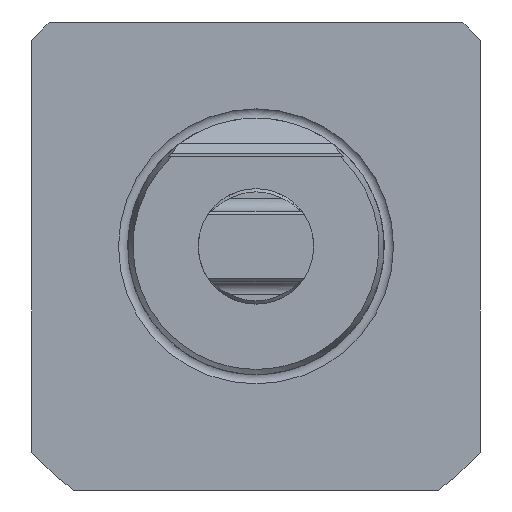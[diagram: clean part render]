
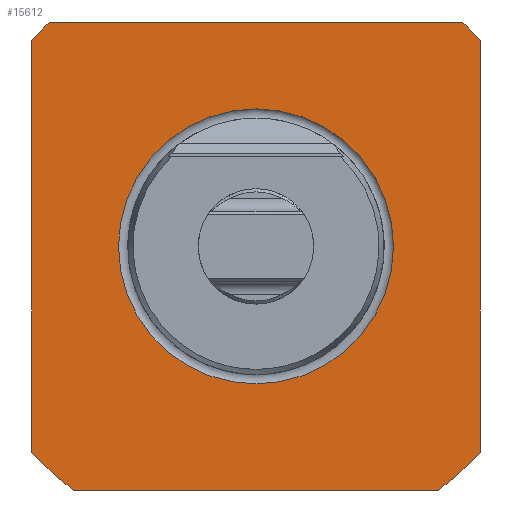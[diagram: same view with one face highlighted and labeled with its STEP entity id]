
A CAD part, front view. The second image highlights one B-rep face of the part: STEP entity #15612.
In plain terms, the highlighted planar face has unit normal (0, -1, 0).
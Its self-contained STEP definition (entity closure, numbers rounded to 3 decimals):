
#557 = CARTESIAN_POINT ( 'NONE',  ( 0., 0., 0. ) ) ;
#679 = DIRECTION ( 'NONE',  ( 0., 1., 0. ) ) ;
#883 = DIRECTION ( 'NONE',  ( 0., 0., -1. ) ) ;
#1442 = CARTESIAN_POINT ( 'NONE',  ( 0., 0., 21.444 ) ) ;
#1530 = CARTESIAN_POINT ( 'NONE',  ( -35., 0., -32.113 ) ) ;
#1927 = FACE_OUTER_BOUND ( 'NONE', #10198, .T. ) ;
#2027 = AXIS2_PLACEMENT_3D ( 'NONE', #557, #21523, #7542 ) ;
#2039 = DIRECTION ( 'NONE',  ( 0., 0., 1. ) ) ;
#2465 = VERTEX_POINT ( 'NONE', #7265 ) ;
#2633 = VECTOR ( 'NONE', #10452, 1000. ) ;
#3159 = VERTEX_POINT ( 'NONE', #1442 ) ;
#3202 = EDGE_CURVE ( 'NONE', #9544, #2465, #4226, .T. ) ;
#3246 = DIRECTION ( 'NONE',  ( 0., 1., 0. ) ) ;
#4027 = VECTOR ( 'NONE', #883, 1000. ) ;
#4226 = CIRCLE ( 'NONE', #2027, 47.5 ) ;
#5694 = DIRECTION ( 'NONE',  ( 0., 0., 1. ) ) ;
#6722 = VERTEX_POINT ( 'NONE', #8920 ) ;
#7265 = CARTESIAN_POINT ( 'NONE',  ( 28.5, 0., -38. ) ) ;
#7306 = CIRCLE ( 'NONE', #8015, 47.5 ) ;
#7314 = PLANE ( 'NONE',  #22438 ) ;
#7542 = DIRECTION ( 'NONE',  ( 0., 0., 1. ) ) ;
#7974 = EDGE_CURVE ( 'NONE', #9267, #20613, #16706, .T. ) ;
#8005 = ORIENTED_EDGE ( 'NONE', *, *, #12012, .F. ) ;
#8015 = AXIS2_PLACEMENT_3D ( 'NONE', #10746, #679, #19567 ) ;
#8440 = EDGE_CURVE ( 'NONE', #6722, #10466, #8979, .T. ) ;
#8587 = VECTOR ( 'NONE', #17763, 1000. ) ;
#8598 = AXIS2_PLACEMENT_3D ( 'NONE', #14756, #21648, #21437 ) ;
#8849 = DIRECTION ( 'NONE',  ( 0., 0., 1. ) ) ;
#8919 = FACE_BOUND ( 'NONE', #16547, .T. ) ;
#8920 = CARTESIAN_POINT ( 'NONE',  ( -28.5, 0., -38. ) ) ;
#8979 = CIRCLE ( 'NONE', #8598, 47.5 ) ;
#9164 = ORIENTED_EDGE ( 'NONE', *, *, #10429, .F. ) ;
#9267 = VERTEX_POINT ( 'NONE', #21185 ) ;
#9291 = EDGE_CURVE ( 'NONE', #3159, #3159, #18424, .T. ) ;
#9310 = AXIS2_PLACEMENT_3D ( 'NONE', #14272, #17685, #2039 ) ;
#9544 = VERTEX_POINT ( 'NONE', #13795 ) ;
#9921 = ORIENTED_EDGE ( 'NONE', *, *, #11515, .F. ) ;
#10010 = VECTOR ( 'NONE', #18311, 1000. ) ;
#10198 = EDGE_LOOP ( 'NONE', ( #15362, #21200, #8005, #9164, #11547, #9921, #13684, #11219 ) ) ;
#10429 = EDGE_CURVE ( 'NONE', #20613, #19868, #11856, .T. ) ;
#10452 = DIRECTION ( 'NONE',  ( 0., 0., 1. ) ) ;
#10466 = VERTEX_POINT ( 'NONE', #1530 ) ;
#10746 = CARTESIAN_POINT ( 'NONE',  ( 0., 0., 0. ) ) ;
#11219 = ORIENTED_EDGE ( 'NONE', *, *, #8440, .F. ) ;
#11329 = CARTESIAN_POINT ( 'NONE',  ( 0., 0., -38. ) ) ;
#11498 = LINE ( 'NONE', #21743, #4027 ) ;
#11515 = EDGE_CURVE ( 'NONE', #16583, #9267, #7306, .T. ) ;
#11547 = ORIENTED_EDGE ( 'NONE', *, *, #7974, .F. ) ;
#11856 = CIRCLE ( 'NONE', #12208, 47.5 ) ;
#12012 = EDGE_CURVE ( 'NONE', #19868, #9544, #11498, .T. ) ;
#12208 = AXIS2_PLACEMENT_3D ( 'NONE', #21007, #3246, #8849 ) ;
#13336 = ORIENTED_EDGE ( 'NONE', *, *, #9291, .F. ) ;
#13684 = ORIENTED_EDGE ( 'NONE', *, *, #14911, .F. ) ;
#13770 = CARTESIAN_POINT ( 'NONE',  ( -35., 0., -20. ) ) ;
#13795 = CARTESIAN_POINT ( 'NONE',  ( 35., 0., -32.113 ) ) ;
#14272 = CARTESIAN_POINT ( 'NONE',  ( 0., 0., 0. ) ) ;
#14756 = CARTESIAN_POINT ( 'NONE',  ( 0., 0., 0. ) ) ;
#14911 = EDGE_CURVE ( 'NONE', #10466, #16583, #17416, .T. ) ;
#15362 = ORIENTED_EDGE ( 'NONE', *, *, #18029, .F. ) ;
#15612 = ADVANCED_FACE ( 'Defeature completata1_5', ( #1927, #8919 ), #7314, .F. ) ;
#15873 = CARTESIAN_POINT ( 'NONE',  ( 0., 0., -20. ) ) ;
#16547 = EDGE_LOOP ( 'NONE', ( #13336 ) ) ;
#16583 = VERTEX_POINT ( 'NONE', #20360 ) ;
#16706 = LINE ( 'NONE', #19385, #8587 ) ;
#17416 = LINE ( 'NONE', #13770, #2633 ) ;
#17640 = CARTESIAN_POINT ( 'NONE',  ( 35., 0., 32.113 ) ) ;
#17685 = DIRECTION ( 'NONE',  ( 0., -1., 0. ) ) ;
#17763 = DIRECTION ( 'NONE',  ( 1., 0., 0. ) ) ;
#17805 = DIRECTION ( 'NONE',  ( 0., 1., 0. ) ) ;
#17885 = CARTESIAN_POINT ( 'NONE',  ( 32.113, 0., 35. ) ) ;
#18029 = EDGE_CURVE ( 'NONE', #2465, #6722, #20053, .T. ) ;
#18311 = DIRECTION ( 'NONE',  ( -1., 0., 0. ) ) ;
#18424 = CIRCLE ( 'NONE', #9310, 21.444 ) ;
#19385 = CARTESIAN_POINT ( 'NONE',  ( 0., 0., 35. ) ) ;
#19567 = DIRECTION ( 'NONE',  ( 0., 0., 1. ) ) ;
#19868 = VERTEX_POINT ( 'NONE', #17640 ) ;
#20053 = LINE ( 'NONE', #11329, #10010 ) ;
#20360 = CARTESIAN_POINT ( 'NONE',  ( -35., 0., 32.113 ) ) ;
#20613 = VERTEX_POINT ( 'NONE', #17885 ) ;
#21007 = CARTESIAN_POINT ( 'NONE',  ( 0., 0., 0. ) ) ;
#21185 = CARTESIAN_POINT ( 'NONE',  ( -32.113, 0., 35. ) ) ;
#21200 = ORIENTED_EDGE ( 'NONE', *, *, #3202, .F. ) ;
#21437 = DIRECTION ( 'NONE',  ( 0., 0., 1. ) ) ;
#21523 = DIRECTION ( 'NONE',  ( 0., 1., 0. ) ) ;
#21648 = DIRECTION ( 'NONE',  ( 0., 1., 0. ) ) ;
#21743 = CARTESIAN_POINT ( 'NONE',  ( 35., 0., -20. ) ) ;
#22438 = AXIS2_PLACEMENT_3D ( 'NONE', #15873, #17805, #5694 ) ;
